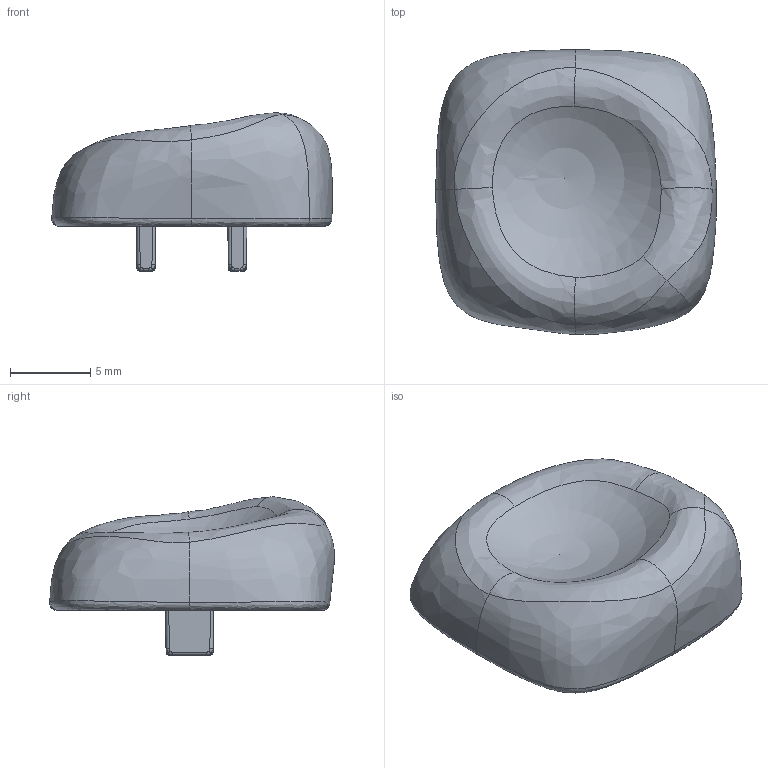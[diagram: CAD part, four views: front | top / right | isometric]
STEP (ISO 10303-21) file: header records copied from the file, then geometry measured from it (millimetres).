
FILE_DESCRIPTION(/* description */ (''),/* implementation_level */ '2;1');
FILE_NAME(/* name */ 'Choc_Tilted_45.step',/* time_stamp */ '2024-08-30T05:09:05+05:00',/* author */ (''),/* organization */ (''),/* preprocessor_version */ 'ST-DEVELOPER v20',/* originating_system */ 'Autodesk Translation Framework v13.14.0.145',/* authorisation */ '');
FILE_SCHEMA (('AUTOMOTIVE_DESIGN { 1 0 10303 214 3 1 1 }'));
Length unit declared in the file: millimetre
Products named in the file (1): TILTED45
Bounding box: 17.52 x 17.79 x 9.9 mm (x, y, z)
Volume: 1174.7 mm3; surface area: 895.1 mm2
Topology: 1 solids, 1 shells, 151 faces, 381 edges, 234 vertices
Faces by surface type: bspline 114, cylinder 24, plane 12, sphere 1
Entity records: 12863 total; most frequent: CARTESIAN_POINT 9642, ORIENTED_EDGE 760, DIRECTION 534, EDGE_CURVE 380, AXIS2_PLACEMENT_3D 243, VERTEX_POINT 234, CIRCLE 205, EDGE_LOOP 154
